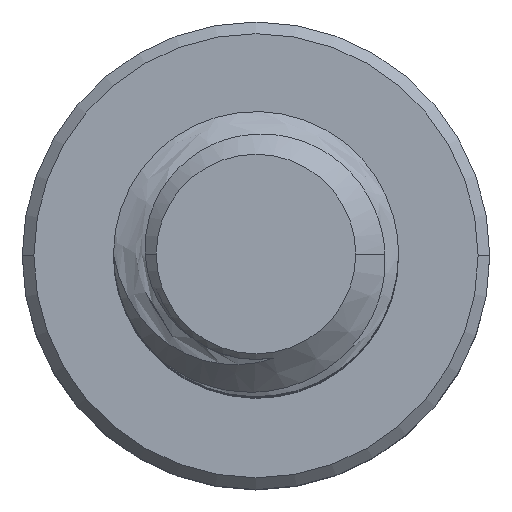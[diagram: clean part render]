
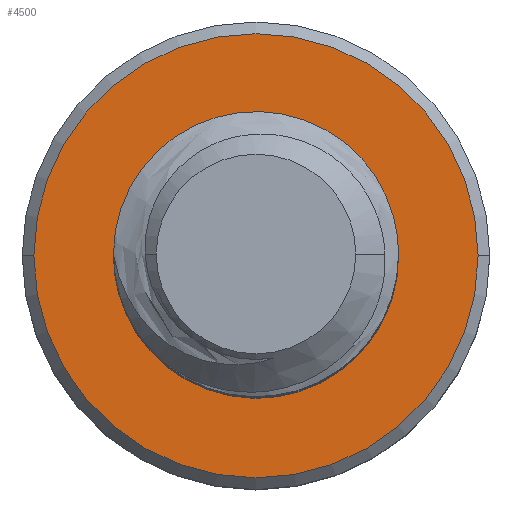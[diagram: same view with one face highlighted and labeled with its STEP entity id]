
A CAD part, top view. The second image highlights one B-rep face of the part: STEP entity #4500.
In plain terms, the highlighted planar face has unit normal (0, 0, 1).
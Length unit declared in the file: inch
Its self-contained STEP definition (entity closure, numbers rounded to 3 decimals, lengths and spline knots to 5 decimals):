
#10 = B_SPLINE_CURVE_WITH_KNOTS ( 'NONE', 3,
 ( #4727, #4537, #4692, #4691, #4689, #4688, #4687, #4679, #4683, #4676, #4684, #4681, #4678, #4686 ),
 .UNSPECIFIED., .F., .F.,
 ( 4, 2, 2, 2, 2, 2, 4 ),
 ( 0., 0.00082, 0.00164, 0.00205, 0.00246, 0.00287, 0.00328 ),
 .UNSPECIFIED. ) ;
#11 = B_SPLINE_CURVE_WITH_KNOTS ( 'NONE', 3,
 ( #4531, #4713, #4712, #4717, #4719, #4612, #4605, #4589, #4564, #4825, #4541, #4555, #4553, #4532, #4574, #4826 ),
 .UNSPECIFIED., .F., .F.,
 ( 4, 2, 2, 2, 2, 2, 2, 4 ),
 ( 0., 0.00041, 0.00082, 0.00164, 0.00205, 0.00246, 0.00287, 0.00328 ),
 .UNSPECIFIED. ) ;
#114 = DIRECTION ( 'NONE',  ( -1., 0., 0. ) ) ;
#117 = DIRECTION ( 'NONE',  ( 0., 0., -1. ) ) ;
#118 = CARTESIAN_POINT ( 'NONE',  ( 0., 0., -0.4375 ) ) ;
#121 = PLANE ( 'NONE',  #2111 ) ;
#1349 = CIRCLE ( 'NONE', #2008, 0.04626 ) ;
#1367 = CIRCLE ( 'NONE', #2015, 0.09738 ) ;
#1371 = CIRCLE ( 'NONE', #2022, 0.09738 ) ;
#1416 = CARTESIAN_POINT ( 'NONE',  ( 0., 0.04626, -0.4375 ) ) ;
#1426 = VERTEX_POINT ( 'NONE', #1521 ) ;
#1440 = VERTEX_POINT ( 'NONE', #1517 ) ;
#1469 = CARTESIAN_POINT ( 'NONE',  ( 0.04379, -0.0446, -0.4375 ) ) ;
#1482 = CARTESIAN_POINT ( 'NONE',  ( -0.09738, 0., -0.4375 ) ) ;
#1483 = CARTESIAN_POINT ( 'NONE',  ( 0.09738, 0., -0.4375 ) ) ;
#1517 = CARTESIAN_POINT ( 'NONE',  ( -0.03241, 0.03301, -0.4375 ) ) ;
#1521 = CARTESIAN_POINT ( 'NONE',  ( 0., -0.0625, -0.4375 ) ) ;
#1532 = VERTEX_POINT ( 'NONE', #1483 ) ;
#1533 = VERTEX_POINT ( 'NONE', #1482 ) ;
#1542 = VERTEX_POINT ( 'NONE', #1469 ) ;
#1578 = VERTEX_POINT ( 'NONE', #1416 ) ;
#1748 = EDGE_CURVE ( 'NONE', #1426, #1542, #3002, .T. ) ;
#1934 = EDGE_CURVE ( 'NONE', #1440, #1578, #1349, .T. ) ;
#1941 = EDGE_CURVE ( 'NONE', #1426, #1440, #11, .T. ) ;
#1942 = EDGE_CURVE ( 'NONE', #1578, #1542, #10, .T. ) ;
#1944 = EDGE_CURVE ( 'NONE', #1533, #1532, #1367, .T. ) ;
#1996 = EDGE_CURVE ( 'NONE', #1532, #1533, #1371, .T. ) ;
#2004 = AXIS2_PLACEMENT_3D ( 'NONE', #4078, #4097, #4113 ) ;
#2008 = AXIS2_PLACEMENT_3D ( 'NONE', #2531, #4631, #4534 ) ;
#2015 = AXIS2_PLACEMENT_3D ( 'NONE', #4548, #4559, #4560 ) ;
#2022 = AXIS2_PLACEMENT_3D ( 'NONE', #4760, #4759, #4758 ) ;
#2111 = AXIS2_PLACEMENT_3D ( 'NONE', #118, #117, #114 ) ;
#2531 = CARTESIAN_POINT ( 'NONE',  ( 0., 0., -0.4375 ) ) ;
#3002 = CIRCLE ( 'NONE', #2004, 0.0625 ) ;
#3227 = EDGE_LOOP ( 'NONE', ( #3245, #3242 ) ) ;
#3242 = ORIENTED_EDGE ( 'NONE', *, *, #1996, .T. ) ;
#3244 = ORIENTED_EDGE ( 'NONE', *, *, #1748, .F. ) ;
#3245 = ORIENTED_EDGE ( 'NONE', *, *, #1944, .T. ) ;
#3256 = EDGE_LOOP ( 'NONE', ( #3244, #3586, #3572, #3618 ) ) ;
#3572 = ORIENTED_EDGE ( 'NONE', *, *, #1934, .T. ) ;
#3586 = ORIENTED_EDGE ( 'NONE', *, *, #1941, .T. ) ;
#3618 = ORIENTED_EDGE ( 'NONE', *, *, #1942, .T. ) ;
#4078 = CARTESIAN_POINT ( 'NONE',  ( 0., 0., -0.4375 ) ) ;
#4097 = DIRECTION ( 'NONE',  ( 0., 0., 1. ) ) ;
#4113 = DIRECTION ( 'NONE',  ( 1., 0., 0. ) ) ;
#4336 = FACE_OUTER_BOUND ( 'NONE', #3227, .T. ) ;
#4500 = ADVANCED_FACE ( 'NONE', ( #4336, #4848 ), #121, .F. ) ;
#4531 = CARTESIAN_POINT ( 'NONE',  ( 0., -0.0625, -0.4375 ) ) ;
#4532 = CARTESIAN_POINT ( 'NONE',  ( -0.04054, 0.02586, -0.4375 ) ) ;
#4534 = DIRECTION ( 'NONE',  ( 1., 0., 0. ) ) ;
#4537 = CARTESIAN_POINT ( 'NONE',  ( 0.01081, 0.04772, -0.4375 ) ) ;
#4541 = CARTESIAN_POINT ( 'NONE',  ( -0.05175, 0.00141, -0.4375 ) ) ;
#4548 = CARTESIAN_POINT ( 'NONE',  ( 0., 0., -0.4375 ) ) ;
#4553 = CARTESIAN_POINT ( 'NONE',  ( -0.04658, 0.0168, -0.4375 ) ) ;
#4555 = CARTESIAN_POINT ( 'NONE',  ( -0.04882, 0.01191, -0.4375 ) ) ;
#4559 = DIRECTION ( 'NONE',  ( 0., 0., 1. ) ) ;
#4560 = DIRECTION ( 'NONE',  ( -1., 0., 0. ) ) ;
#4564 = CARTESIAN_POINT ( 'NONE',  ( -0.05188, -0.01479, -0.4375 ) ) ;
#4574 = CARTESIAN_POINT ( 'NONE',  ( -0.03684, 0.02981, -0.4375 ) ) ;
#4589 = CARTESIAN_POINT ( 'NONE',  ( -0.05078, -0.0201, -0.4375 ) ) ;
#4605 = CARTESIAN_POINT ( 'NONE',  ( -0.04512, -0.0352, -0.4375 ) ) ;
#4612 = CARTESIAN_POINT ( 'NONE',  ( -0.03829, -0.04425, -0.4375 ) ) ;
#4631 = DIRECTION ( 'NONE',  ( 0., 0., -1. ) ) ;
#4676 = CARTESIAN_POINT ( 'NONE',  ( 0.05615, -0.02067, -0.4375 ) ) ;
#4678 = CARTESIAN_POINT ( 'NONE',  ( 0.04723, -0.04037, -0.4375 ) ) ;
#4679 = CARTESIAN_POINT ( 'NONE',  ( 0.05773, -0.00454, -0.4375 ) ) ;
#4681 = CARTESIAN_POINT ( 'NONE',  ( 0.0501, -0.03573, -0.4375 ) ) ;
#4683 = CARTESIAN_POINT ( 'NONE',  ( 0.05771, -0.01002, -0.4375 ) ) ;
#4684 = CARTESIAN_POINT ( 'NONE',  ( 0.05458, -0.02595, -0.4375 ) ) ;
#4686 = CARTESIAN_POINT ( 'NONE',  ( 0.04379, -0.0446, -0.4375 ) ) ;
#4687 = CARTESIAN_POINT ( 'NONE',  ( 0.05623, 0.00615, -0.4375 ) ) ;
#4688 = CARTESIAN_POINT ( 'NONE',  ( 0.05471, 0.01137, -0.4375 ) ) ;
#4689 = CARTESIAN_POINT ( 'NONE',  ( 0.04798, 0.02619, -0.4375 ) ) ;
#4691 = CARTESIAN_POINT ( 'NONE',  ( 0.04067, 0.03471, -0.4375 ) ) ;
#4692 = CARTESIAN_POINT ( 'NONE',  ( 0.02181, 0.04556, -0.4375 ) ) ;
#4712 = CARTESIAN_POINT ( 'NONE',  ( -0.01065, -0.06069, -0.4375 ) ) ;
#4713 = CARTESIAN_POINT ( 'NONE',  ( -0.00542, -0.06196, -0.4375 ) ) ;
#4717 = CARTESIAN_POINT ( 'NONE',  ( -0.0207, -0.05673, -0.4375 ) ) ;
#4719 = CARTESIAN_POINT ( 'NONE',  ( -0.02547, -0.05404, -0.4375 ) ) ;
#4727 = CARTESIAN_POINT ( 'NONE',  ( 0., 0.04626, -0.4375 ) ) ;
#4758 = DIRECTION ( 'NONE',  ( -1., 0., 0. ) ) ;
#4759 = DIRECTION ( 'NONE',  ( 0., 0., 1. ) ) ;
#4760 = CARTESIAN_POINT ( 'NONE',  ( 0., 0., -0.4375 ) ) ;
#4825 = CARTESIAN_POINT ( 'NONE',  ( -0.05236, -0.00394, -0.4375 ) ) ;
#4826 = CARTESIAN_POINT ( 'NONE',  ( -0.03241, 0.03301, -0.4375 ) ) ;
#4848 = FACE_BOUND ( 'NONE', #3256, .T. ) ;
